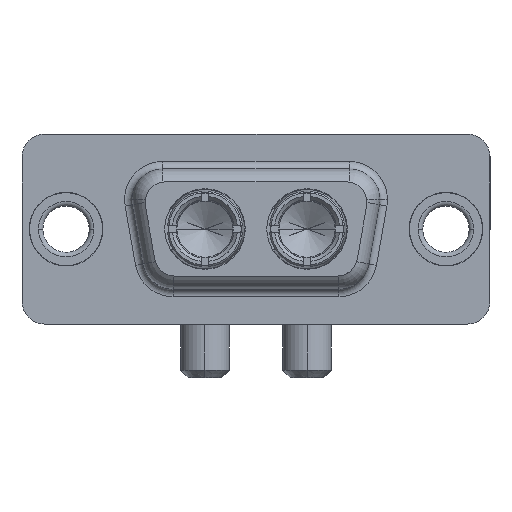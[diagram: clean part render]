
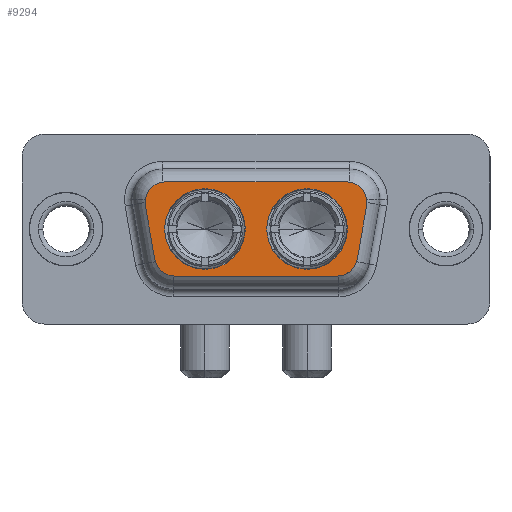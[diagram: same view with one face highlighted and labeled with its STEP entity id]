
A CAD part, top view. The second image highlights one B-rep face of the part: STEP entity #9294.
In plain terms, the highlighted planar face has unit normal (0, 0, 1).
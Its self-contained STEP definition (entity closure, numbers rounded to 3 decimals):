
#123 = DIRECTION ( 'NONE',  ( -1., 0., 0. ) ) ;
#187 = DIRECTION ( 'NONE',  ( 0., 0., 1. ) ) ;
#222 = VERTEX_POINT ( 'NONE', #9209 ) ;
#262 = EDGE_CURVE ( 'NONE', #8839, #1008, #7546, .T. ) ;
#344 = CIRCLE ( 'NONE', #9587, 1.35 ) ;
#359 = ORIENTED_EDGE ( 'NONE', *, *, #8140, .F. ) ;
#546 = CIRCLE ( 'NONE', #9926, 1.35 ) ;
#667 = VERTEX_POINT ( 'NONE', #8715 ) ;
#706 = CARTESIAN_POINT ( 'NONE',  ( 6.55, 3.1, 6.2 ) ) ;
#711 = CARTESIAN_POINT ( 'NONE',  ( 6.49, 0., 6.2 ) ) ;
#888 = DIRECTION ( 'NONE',  ( 1., 0., 0. ) ) ;
#909 = AXIS2_PLACEMENT_3D ( 'NONE', #8116, #187, #3409 ) ;
#915 = AXIS2_PLACEMENT_3D ( 'NONE', #7992, #6216, #6370 ) ;
#1008 = VERTEX_POINT ( 'NONE', #6332 ) ;
#1040 = DIRECTION ( 'NONE',  ( 0., 0., 1. ) ) ;
#1184 = DIRECTION ( 'NONE',  ( 0., 0., 1. ) ) ;
#1224 = FACE_BOUND ( 'NONE', #2499, .T. ) ;
#1384 = CARTESIAN_POINT ( 'NONE',  ( 17.833, -3.1, 6.2 ) ) ;
#1730 = CARTESIAN_POINT ( 'NONE',  ( 19.779, 1.516, 6.2 ) ) ;
#1760 = EDGE_CURVE ( 'NONE', #222, #4661, #3744, .T. ) ;
#2052 = VECTOR ( 'NONE', #7303, 1000. ) ;
#2078 = FACE_OUTER_BOUND ( 'NONE', #5757, .T. ) ;
#2134 = ORIENTED_EDGE ( 'NONE', *, *, #10050, .T. ) ;
#2176 = CARTESIAN_POINT ( 'NONE',  ( 5.221, 1.516, 6.2 ) ) ;
#2357 = ORIENTED_EDGE ( 'NONE', *, *, #9002, .T. ) ;
#2436 = DIRECTION ( 'NONE',  ( 1., 0., 0. ) ) ;
#2486 = DIRECTION ( 'NONE',  ( -1., 0., 0. ) ) ;
#2499 = EDGE_LOOP ( 'NONE', ( #5538, #4861 ) ) ;
#2907 = DIRECTION ( 'NONE',  ( -1., 0., 0. ) ) ;
#3010 = DIRECTION ( 'NONE',  ( 0., 0., -1. ) ) ;
#3020 = CARTESIAN_POINT ( 'NONE',  ( 6.55, 3.1, 6.2 ) ) ;
#3065 = CIRCLE ( 'NONE', #8574, 2.65 ) ;
#3238 = AXIS2_PLACEMENT_3D ( 'NONE', #5767, #8920, #2436 ) ;
#3240 = CARTESIAN_POINT ( 'NONE',  ( 18.45, 3.1, 6.2 ) ) ;
#3409 = DIRECTION ( 'NONE',  ( -1., 0., 0. ) ) ;
#3744 = LINE ( 'NONE', #1384, #10352 ) ;
#3807 = CARTESIAN_POINT ( 'NONE',  ( 9.14, 0., 6.2 ) ) ;
#3837 = DIRECTION ( 'NONE',  ( -1., 0., 0. ) ) ;
#3858 = DIRECTION ( 'NONE',  ( 1., 0., 0. ) ) ;
#4085 = CIRCLE ( 'NONE', #909, 1.35 ) ;
#4172 = ORIENTED_EDGE ( 'NONE', *, *, #10083, .T. ) ;
#4438 = CARTESIAN_POINT ( 'NONE',  ( 19.779, 1.516, 6.2 ) ) ;
#4442 = VERTEX_POINT ( 'NONE', #4438 ) ;
#4561 = CIRCLE ( 'NONE', #5219, 2.65 ) ;
#4592 = CIRCLE ( 'NONE', #915, 2.65 ) ;
#4616 = CARTESIAN_POINT ( 'NONE',  ( 7.167, -1.75, 6.2 ) ) ;
#4661 = VERTEX_POINT ( 'NONE', #9811 ) ;
#4777 = LINE ( 'NONE', #706, #8766 ) ;
#4820 = CARTESIAN_POINT ( 'NONE',  ( 5.838, -1.984, 6.2 ) ) ;
#4861 = ORIENTED_EDGE ( 'NONE', *, *, #8356, .F. ) ;
#5217 = CARTESIAN_POINT ( 'NONE',  ( 11.79, 0., 6.2 ) ) ;
#5219 = AXIS2_PLACEMENT_3D ( 'NONE', #3807, #8625, #3858 ) ;
#5246 = ORIENTED_EDGE ( 'NONE', *, *, #7927, .T. ) ;
#5299 = PLANE ( 'NONE',  #9266 ) ;
#5400 = VERTEX_POINT ( 'NONE', #5630 ) ;
#5518 = VERTEX_POINT ( 'NONE', #3240 ) ;
#5538 = ORIENTED_EDGE ( 'NONE', *, *, #10339, .F. ) ;
#5630 = CARTESIAN_POINT ( 'NONE',  ( 19.162, -1.984, 6.2 ) ) ;
#5691 = AXIS2_PLACEMENT_3D ( 'NONE', #8628, #6956, #6313 ) ;
#5757 = EDGE_LOOP ( 'NONE', ( #7534, #8997, #4172, #2134, #5246, #2357, #9348, #9598, #7958 ) ) ;
#5767 = CARTESIAN_POINT ( 'NONE',  ( 6.55, 1.75, 6.2 ) ) ;
#5912 = VERTEX_POINT ( 'NONE', #711 ) ;
#5984 = FACE_BOUND ( 'NONE', #8279, .T. ) ;
#6050 = CIRCLE ( 'NONE', #6223, 2.65 ) ;
#6216 = DIRECTION ( 'NONE',  ( 0., 0., 1. ) ) ;
#6223 = AXIS2_PLACEMENT_3D ( 'NONE', #6394, #1040, #888 ) ;
#6313 = DIRECTION ( 'NONE',  ( 1., 0., 0. ) ) ;
#6332 = CARTESIAN_POINT ( 'NONE',  ( 5.2, 1.75, 6.2 ) ) ;
#6348 = EDGE_CURVE ( 'NONE', #667, #7435, #6050, .T. ) ;
#6370 = DIRECTION ( 'NONE',  ( 1., 0., 0. ) ) ;
#6394 = CARTESIAN_POINT ( 'NONE',  ( 15.86, 0., 6.2 ) ) ;
#6743 = EDGE_CURVE ( 'NONE', #8762, #222, #344, .T. ) ;
#6890 = CARTESIAN_POINT ( 'NONE',  ( 18.51, 0., 6.2 ) ) ;
#6956 = DIRECTION ( 'NONE',  ( 0., 0., 1. ) ) ;
#7272 = VECTOR ( 'NONE', #7277, 1000. ) ;
#7277 = DIRECTION ( 'NONE',  ( 0.174, 0.985, 0. ) ) ;
#7303 = DIRECTION ( 'NONE',  ( 0.174, -0.985, 0. ) ) ;
#7371 = CARTESIAN_POINT ( 'NONE',  ( 7.167, -1.75, 6.2 ) ) ;
#7435 = VERTEX_POINT ( 'NONE', #6890 ) ;
#7534 = ORIENTED_EDGE ( 'NONE', *, *, #6743, .T. ) ;
#7546 = CIRCLE ( 'NONE', #5691, 1.35 ) ;
#7639 = EDGE_CURVE ( 'NONE', #9330, #8762, #7983, .T. ) ;
#7927 = EDGE_CURVE ( 'NONE', #4442, #5518, #546, .T. ) ;
#7958 = ORIENTED_EDGE ( 'NONE', *, *, #7639, .T. ) ;
#7983 = LINE ( 'NONE', #9620, #2052 ) ;
#7992 = CARTESIAN_POINT ( 'NONE',  ( 9.14, 0., 6.2 ) ) ;
#8087 = CIRCLE ( 'NONE', #3238, 1.35 ) ;
#8116 = CARTESIAN_POINT ( 'NONE',  ( 17.833, -1.75, 6.2 ) ) ;
#8140 = EDGE_CURVE ( 'NONE', #7435, #667, #3065, .T. ) ;
#8279 = EDGE_LOOP ( 'NONE', ( #359, #9556 ) ) ;
#8356 = EDGE_CURVE ( 'NONE', #5912, #10150, #4561, .T. ) ;
#8369 = DIRECTION ( 'NONE',  ( 1., 0., 0. ) ) ;
#8574 = AXIS2_PLACEMENT_3D ( 'NONE', #9046, #1184, #8369 ) ;
#8625 = DIRECTION ( 'NONE',  ( 0., 0., 1. ) ) ;
#8628 = CARTESIAN_POINT ( 'NONE',  ( 6.55, 1.75, 6.2 ) ) ;
#8715 = CARTESIAN_POINT ( 'NONE',  ( 13.21, 0., 6.2 ) ) ;
#8734 = EDGE_CURVE ( 'NONE', #1008, #9330, #8087, .T. ) ;
#8762 = VERTEX_POINT ( 'NONE', #4820 ) ;
#8766 = VECTOR ( 'NONE', #2486, 1000. ) ;
#8795 = DIRECTION ( 'NONE',  ( 0., 0., 1. ) ) ;
#8839 = VERTEX_POINT ( 'NONE', #3020 ) ;
#8920 = DIRECTION ( 'NONE',  ( 0., 0., 1. ) ) ;
#8997 = ORIENTED_EDGE ( 'NONE', *, *, #1760, .T. ) ;
#9002 = EDGE_CURVE ( 'NONE', #5518, #8839, #4777, .T. ) ;
#9046 = CARTESIAN_POINT ( 'NONE',  ( 15.86, 0., 6.2 ) ) ;
#9209 = CARTESIAN_POINT ( 'NONE',  ( 7.167, -3.1, 6.2 ) ) ;
#9266 = AXIS2_PLACEMENT_3D ( 'NONE', #4616, #3010, #2907 ) ;
#9294 = ADVANCED_FACE ( 'NONE', ( #5984, #1224, #2078 ), #5299, .F. ) ;
#9330 = VERTEX_POINT ( 'NONE', #2176 ) ;
#9348 = ORIENTED_EDGE ( 'NONE', *, *, #262, .T. ) ;
#9396 = CARTESIAN_POINT ( 'NONE',  ( 18.45, 1.75, 6.2 ) ) ;
#9556 = ORIENTED_EDGE ( 'NONE', *, *, #6348, .F. ) ;
#9587 = AXIS2_PLACEMENT_3D ( 'NONE', #7371, #8795, #123 ) ;
#9598 = ORIENTED_EDGE ( 'NONE', *, *, #8734, .T. ) ;
#9620 = CARTESIAN_POINT ( 'NONE',  ( 5.838, -1.984, 6.2 ) ) ;
#9690 = LINE ( 'NONE', #1730, #7272 ) ;
#9811 = CARTESIAN_POINT ( 'NONE',  ( 17.833, -3.1, 6.2 ) ) ;
#9926 = AXIS2_PLACEMENT_3D ( 'NONE', #9396, #10026, #3837 ) ;
#10026 = DIRECTION ( 'NONE',  ( 0., 0., 1. ) ) ;
#10050 = EDGE_CURVE ( 'NONE', #5400, #4442, #9690, .T. ) ;
#10083 = EDGE_CURVE ( 'NONE', #4661, #5400, #4085, .T. ) ;
#10094 = DIRECTION ( 'NONE',  ( 1., 0., 0. ) ) ;
#10150 = VERTEX_POINT ( 'NONE', #5217 ) ;
#10339 = EDGE_CURVE ( 'NONE', #10150, #5912, #4592, .T. ) ;
#10352 = VECTOR ( 'NONE', #10094, 1000. ) ;
